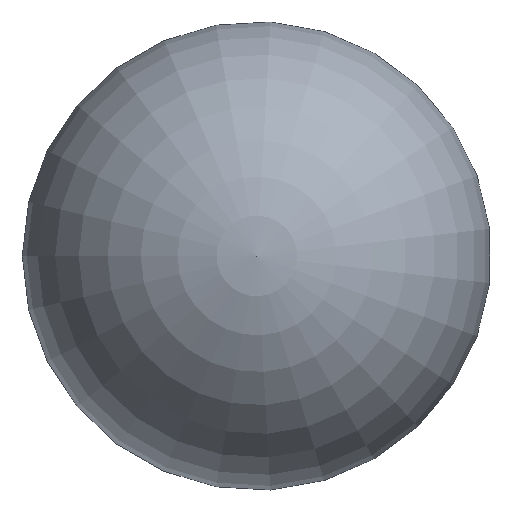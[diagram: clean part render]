
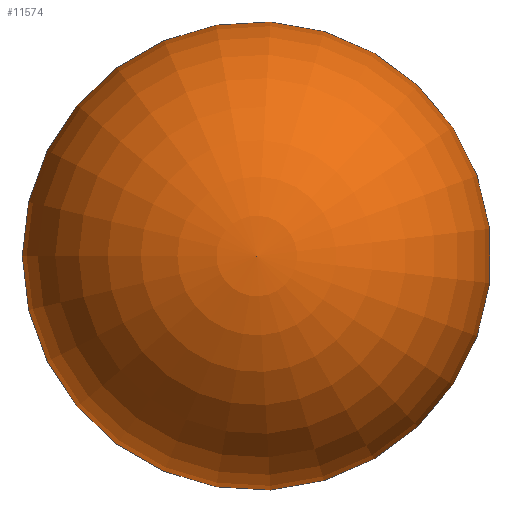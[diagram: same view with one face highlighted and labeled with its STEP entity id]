
A CAD part, front view. The second image highlights one B-rep face of the part: STEP entity #11574.
In plain terms, the highlighted toroidal (fillet/blend) face has major radius 0.094 mm and minor radius 21.973 mm.
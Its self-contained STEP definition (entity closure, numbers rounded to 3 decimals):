
#21=VERTEX_LOOP('',#5678);
#24=DEGENERATE_TOROIDAL_SURFACE('',#12637,0.094,21.973,
 .T.);
#1520=CIRCLE('',#12638,6.55);
#2876=ORIENTED_EDGE('',*,*,#4827,.F.);
#4827=EDGE_CURVE('',#5677,#5677,#1520,.T.);
#5677=VERTEX_POINT('',#18303);
#5678=VERTEX_POINT('',#18304);
#6364=EDGE_LOOP('',(#2876));
#6996=FACE_BOUND('',#6364,.T.);
#6997=FACE_BOUND('',#21,.T.);
#11574=ADVANCED_FACE('',(#6996,#6997),#24,.T.);
#12637=AXIS2_PLACEMENT_3D('',#18301,#14668,#14669);
#12638=AXIS2_PLACEMENT_3D('',#18302,#14670,#14671);
#14668=DIRECTION('',(0.,-1.,0.));
#14669=DIRECTION('',(1.,0.,0.));
#14670=DIRECTION('',(0.,-1.,0.));
#14671=DIRECTION('',(1.,0.,0.));
#18301=CARTESIAN_POINT('',(0.,-22.492,0.));
#18302=CARTESIAN_POINT('',(0.,-1.488,0.));
#18303=CARTESIAN_POINT('',(6.55,-1.488,0.));
#18304=CARTESIAN_POINT('',(0.,-0.519,0.));
